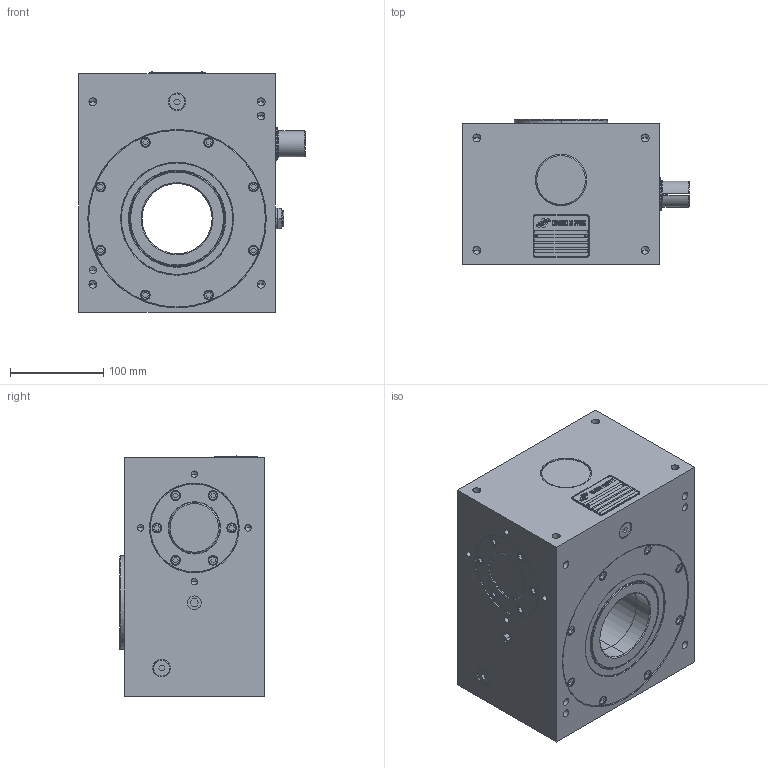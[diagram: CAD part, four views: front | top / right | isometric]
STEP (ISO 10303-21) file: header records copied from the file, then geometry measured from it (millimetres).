
FILE_DESCRIPTION((''),'2;1');
FILE_NAME('SRI80_DA','2020-11-09T',('gbiondi'),(''),'CREO PARAMETRIC BY PTC INC, 2018360','CREO PARAMETRIC BY PTC INC, 2018360','');
FILE_SCHEMA(('CONFIG_CONTROL_DESIGN','GEOMETRIC_VALIDATION_PROPERTIES_MIM'));
Length unit declared in the file: millimetre
Products named in the file (1): SRI80_DA
Bounding box: 242 x 155 x 257.1 mm (x, y, z)
Volume: 7266651 mm3; surface area: 410371.9 mm2
Topology: 1 solids, 2 shells, 1587 faces, 3893 edges, 2426 vertices
Faces by surface type: plane 798, cylinder 492, cone 287, torus 6, sphere 4
Entity records: 59991 total; most frequent: CARTESIAN_POINT 8294, DIRECTION 8045, ORIENTED_EDGE 7494, EDGE_CURVE 3747, AXIS2_PLACEMENT_3D 2749, VECTOR 2547, LINE 2547, VERTEX_POINT 2426
